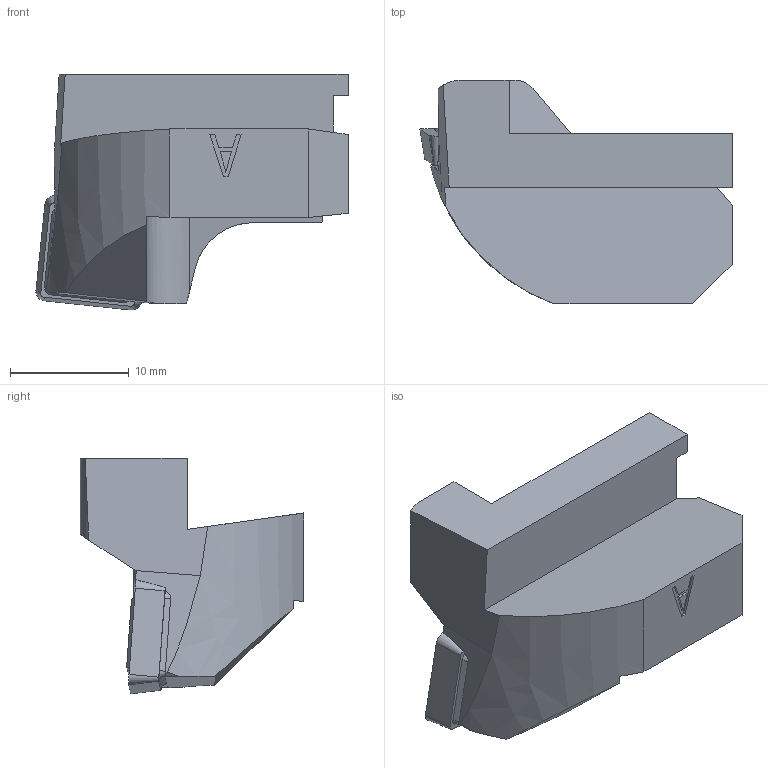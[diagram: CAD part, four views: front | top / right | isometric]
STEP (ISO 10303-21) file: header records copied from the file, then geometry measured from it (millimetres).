
FILE_DESCRIPTION(/* description */ (''),/* implementation_level */ '2;1');
FILE_NAME(/* name */ '1548165884346.stp',/* time_stamp */ '2019-01-22T15:05:01+01:00',/* author */ (''),/* organization */ ('SMS'),/* preprocessor_version */ 'ST-DEVELOPER v15',/* originating_system */ 'SIEMENS PLM Software NX 8.5',/* authorisation */ '');
FILE_SCHEMA (('AUTOMOTIVE_DESIGN { 1 0 10303 214 3 1 1 1 }'));
Length unit declared in the file: millimetre
Products named in the file (4): ASSEMBLY_CONSTRUCTION; 201012472mod000_00; 201028689mod000_00; 201028709mod000_01
Assembly tree (3 placements, depth 2):
  201028709mod000_01
    201028689mod000_00
    201012472mod000_00
    ASSEMBLY_CONSTRUCTION
Bounding box: 26.24 x 18.8 x 19.84 mm (x, y, z)
Volume: 3338.6 mm3; surface area: 2082.5 mm2
Topology: 2 solids, 2 shells, 99 faces, 258 edges, 176 vertices
Faces by surface type: plane 67, cone 13, cylinder 8, torus 8, extrusion 3
Full cylindrical faces by diameter (mm): 3.2 x2
Entity records: 3144 total; most frequent: CARTESIAN_POINT 651, ORIENTED_EDGE 474, DIRECTION 471, EDGE_CURVE 237, VERTEX_POINT 164, AXIS2_PLACEMENT_3D 158, VECTOR 155, LINE 152
